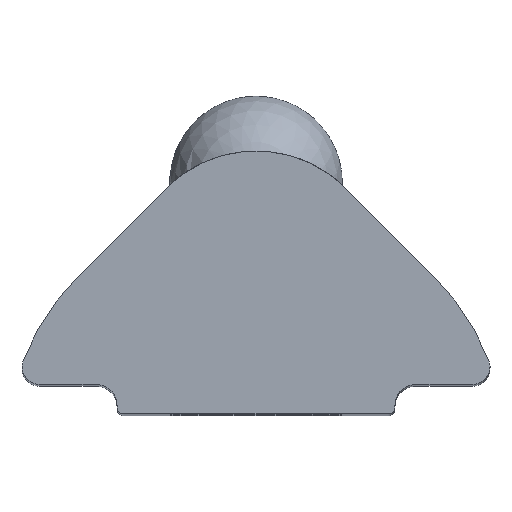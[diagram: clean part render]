
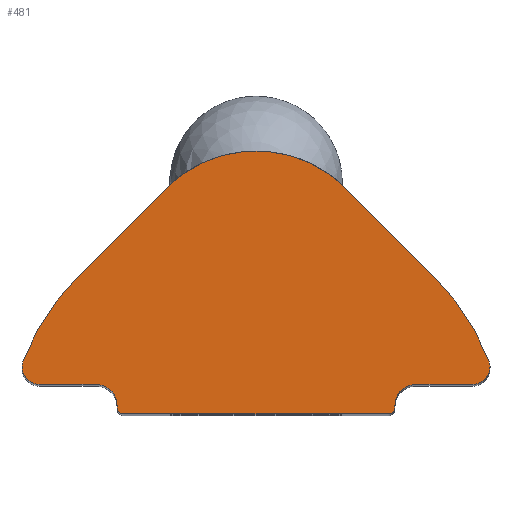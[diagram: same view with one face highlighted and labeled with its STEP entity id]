
A CAD part, top view. The second image highlights one B-rep face of the part: STEP entity #481.
In plain terms, the highlighted planar face has unit normal (0, 0, 1).
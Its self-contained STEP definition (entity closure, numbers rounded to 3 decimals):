
#44=LINE('',#862,#74);
#48=LINE('',#871,#78);
#51=LINE('',#879,#81);
#54=LINE('',#887,#84);
#58=LINE('',#899,#88);
#61=LINE('',#907,#91);
#65=LINE('',#919,#95);
#74=VECTOR('',#605,0.05);
#78=VECTOR('',#615,7.6);
#81=VECTOR('',#624,0.05);
#84=VECTOR('',#633,1.635);
#88=VECTOR('',#647,3.548);
#91=VECTOR('',#656,3.548);
#95=VECTOR('',#670,1.635);
#106=PLANE('',#537);
#159=FACE_OUTER_BOUND('',#197,.T.);
#197=EDGE_LOOP('',(#433,#434,#435,#436,#437,#438,#439,#440,#441,#442,#443,
#444,#445,#446,#447,#448));
#217=CIRCLE('',#514,0.2);
#218=CIRCLE('',#517,0.2);
#219=CIRCLE('',#520,0.6);
#220=CIRCLE('',#523,0.501);
#221=CIRCLE('',#525,7.2);
#222=CIRCLE('',#528,3.653);
#223=CIRCLE('',#531,7.2);
#224=CIRCLE('',#533,0.501);
#225=CIRCLE('',#536,0.6);
#254=VERTEX_POINT('',#860);
#255=VERTEX_POINT('',#861);
#256=VERTEX_POINT('',#866);
#257=VERTEX_POINT('',#870);
#258=VERTEX_POINT('',#874);
#259=VERTEX_POINT('',#878);
#260=VERTEX_POINT('',#882);
#261=VERTEX_POINT('',#886);
#262=VERTEX_POINT('',#890);
#263=VERTEX_POINT('',#894);
#264=VERTEX_POINT('',#898);
#265=VERTEX_POINT('',#902);
#266=VERTEX_POINT('',#906);
#267=VERTEX_POINT('',#910);
#268=VERTEX_POINT('',#914);
#269=VERTEX_POINT('',#918);
#299=EDGE_CURVE('',#254,#255,#44,.T.);
#302=EDGE_CURVE('',#255,#256,#217,.T.);
#304=EDGE_CURVE('',#256,#257,#48,.T.);
#306=EDGE_CURVE('',#257,#258,#218,.T.);
#308=EDGE_CURVE('',#258,#259,#51,.T.);
#310=EDGE_CURVE('',#259,#260,#219,.T.);
#312=EDGE_CURVE('',#260,#261,#54,.T.);
#314=EDGE_CURVE('',#261,#262,#220,.T.);
#316=EDGE_CURVE('',#262,#263,#221,.T.);
#318=EDGE_CURVE('',#263,#264,#58,.T.);
#320=EDGE_CURVE('',#264,#265,#222,.T.);
#322=EDGE_CURVE('',#265,#266,#61,.T.);
#324=EDGE_CURVE('',#266,#267,#223,.T.);
#326=EDGE_CURVE('',#267,#268,#224,.T.);
#328=EDGE_CURVE('',#268,#269,#65,.T.);
#330=EDGE_CURVE('',#269,#254,#225,.T.);
#433=ORIENTED_EDGE('',*,*,#299,.F.);
#434=ORIENTED_EDGE('',*,*,#330,.F.);
#435=ORIENTED_EDGE('',*,*,#328,.F.);
#436=ORIENTED_EDGE('',*,*,#326,.F.);
#437=ORIENTED_EDGE('',*,*,#324,.F.);
#438=ORIENTED_EDGE('',*,*,#322,.F.);
#439=ORIENTED_EDGE('',*,*,#320,.F.);
#440=ORIENTED_EDGE('',*,*,#318,.F.);
#441=ORIENTED_EDGE('',*,*,#316,.F.);
#442=ORIENTED_EDGE('',*,*,#314,.F.);
#443=ORIENTED_EDGE('',*,*,#312,.F.);
#444=ORIENTED_EDGE('',*,*,#310,.F.);
#445=ORIENTED_EDGE('',*,*,#308,.F.);
#446=ORIENTED_EDGE('',*,*,#306,.F.);
#447=ORIENTED_EDGE('',*,*,#304,.F.);
#448=ORIENTED_EDGE('',*,*,#302,.F.);
#481=ADVANCED_FACE('',(#159),#106,.T.);
#514=AXIS2_PLACEMENT_3D('',#867,#610,#611);
#517=AXIS2_PLACEMENT_3D('',#875,#619,#620);
#520=AXIS2_PLACEMENT_3D('',#883,#628,#629);
#523=AXIS2_PLACEMENT_3D('',#891,#637,#638);
#525=AXIS2_PLACEMENT_3D('',#895,#642,#643);
#528=AXIS2_PLACEMENT_3D('',#903,#651,#652);
#531=AXIS2_PLACEMENT_3D('',#911,#660,#661);
#533=AXIS2_PLACEMENT_3D('',#915,#665,#666);
#536=AXIS2_PLACEMENT_3D('',#922,#674,#675);
#537=AXIS2_PLACEMENT_3D('',#923,#676,#677);
#605=DIRECTION('',(0.,-1.,0.));
#610=DIRECTION('center_axis',(0.,0.,-1.));
#611=DIRECTION('ref_axis',(0.,1.,0.));
#615=DIRECTION('',(-1.,0.,0.));
#619=DIRECTION('center_axis',(0.,0.,-1.));
#620=DIRECTION('ref_axis',(1.,0.,0.));
#624=DIRECTION('',(0.,1.,0.));
#628=DIRECTION('center_axis',(0.,0.,1.));
#629=DIRECTION('ref_axis',(1.,0.,0.));
#633=DIRECTION('',(-1.,0.,0.));
#637=DIRECTION('center_axis',(0.,0.,-1.));
#638=DIRECTION('ref_axis',(0.931,-0.366,0.));
#642=DIRECTION('center_axis',(0.,0.,-1.));
#643=DIRECTION('ref_axis',(0.707,-0.707,0.));
#647=DIRECTION('',(0.707,0.707,0.));
#651=DIRECTION('center_axis',(0.,0.,-1.));
#652=DIRECTION('ref_axis',(-0.707,-0.707,0.));
#656=DIRECTION('',(0.707,-0.707,0.));
#660=DIRECTION('center_axis',(0.,0.,-1.));
#661=DIRECTION('ref_axis',(-0.931,-0.366,0.));
#665=DIRECTION('center_axis',(0.,0.,-1.));
#666=DIRECTION('ref_axis',(0.,1.,0.));
#670=DIRECTION('',(-1.,0.,0.));
#674=DIRECTION('center_axis',(0.,0.,1.));
#675=DIRECTION('ref_axis',(0.,1.,0.));
#676=DIRECTION('center_axis',(0.,0.,1.));
#677=DIRECTION('ref_axis',(1.,0.,0.));
#860=CARTESIAN_POINT('',(3.999,-2.939,15.));
#861=CARTESIAN_POINT('',(3.999,-2.989,15.));
#862=CARTESIAN_POINT('',(3.999,-2.939,15.));
#866=CARTESIAN_POINT('',(3.799,-3.189,15.));
#867=CARTESIAN_POINT('Origin',(3.799,-2.989,15.));
#870=CARTESIAN_POINT('',(-3.801,-3.189,15.));
#871=CARTESIAN_POINT('',(3.799,-3.189,15.));
#874=CARTESIAN_POINT('',(-4.001,-2.989,15.));
#875=CARTESIAN_POINT('Origin',(-3.801,-2.989,15.));
#878=CARTESIAN_POINT('',(-4.001,-2.939,15.));
#879=CARTESIAN_POINT('',(-4.001,-2.989,15.));
#882=CARTESIAN_POINT('',(-4.601,-2.339,15.));
#883=CARTESIAN_POINT('Origin',(-4.601,-2.939,15.));
#886=CARTESIAN_POINT('',(-6.236,-2.339,15.));
#887=CARTESIAN_POINT('',(-4.601,-2.339,15.));
#890=CARTESIAN_POINT('',(-6.702,-1.655,15.));
#891=CARTESIAN_POINT('Origin',(-6.236,-1.838,15.));
#894=CARTESIAN_POINT('',(-5.092,0.803,15.));
#895=CARTESIAN_POINT('Origin',(-0.001,-4.288,
15.));
#898=CARTESIAN_POINT('',(-2.584,3.312,15.));
#899=CARTESIAN_POINT('',(-5.092,0.803,15.));
#902=CARTESIAN_POINT('',(2.582,3.312,15.));
#903=CARTESIAN_POINT('Origin',(-0.001,0.729,
15.));
#906=CARTESIAN_POINT('',(5.09,0.803,15.));
#907=CARTESIAN_POINT('',(2.582,3.312,15.));
#910=CARTESIAN_POINT('',(6.7,-1.655,15.));
#911=CARTESIAN_POINT('Origin',(-0.001,-4.288,
15.));
#914=CARTESIAN_POINT('',(6.234,-2.339,15.));
#915=CARTESIAN_POINT('Origin',(6.234,-1.838,15.));
#918=CARTESIAN_POINT('',(4.599,-2.339,15.));
#919=CARTESIAN_POINT('',(6.234,-2.339,15.));
#922=CARTESIAN_POINT('Origin',(4.599,-2.939,15.));
#923=CARTESIAN_POINT('Origin',(-0.001,-0.234,
15.));
